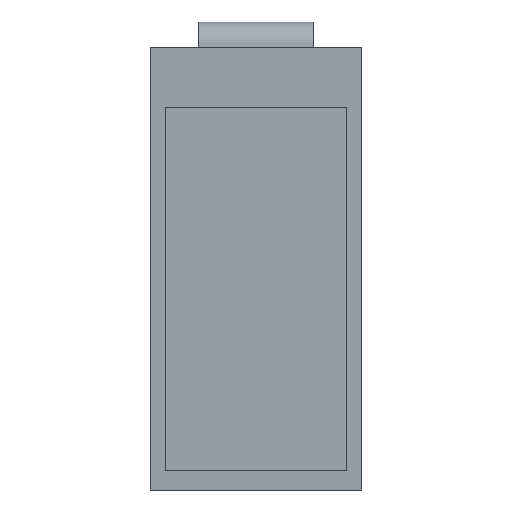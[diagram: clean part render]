
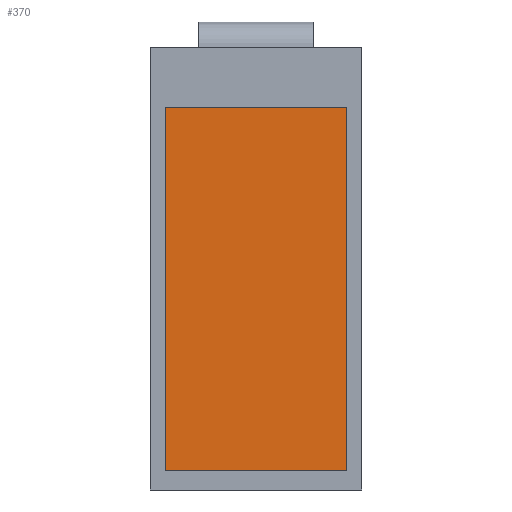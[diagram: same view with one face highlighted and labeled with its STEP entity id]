
A CAD part, front view. The second image highlights one B-rep face of the part: STEP entity #370.
In plain terms, the highlighted planar face has unit normal (0, -1, 0).
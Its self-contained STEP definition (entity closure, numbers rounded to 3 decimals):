
#29=FACE_OUTER_BOUND('',#49,.T.);
#49=EDGE_LOOP('',(#289,#290,#291,#292));
#83=LINE('',#572,#128);
#87=LINE('',#579,#132);
#90=LINE('',#585,#135);
#92=LINE('',#588,#137);
#128=VECTOR('',#471,10.);
#132=VECTOR('',#477,10.);
#135=VECTOR('',#482,10.);
#137=VECTOR('',#486,10.);
#170=VERTEX_POINT('',#569);
#171=VERTEX_POINT('',#571);
#173=VERTEX_POINT('',#577);
#175=VERTEX_POINT('',#583);
#209=EDGE_CURVE('',#170,#171,#83,.T.);
#213=EDGE_CURVE('',#173,#170,#87,.T.);
#216=EDGE_CURVE('',#175,#173,#90,.T.);
#218=EDGE_CURVE('',#171,#175,#92,.T.);
#289=ORIENTED_EDGE('',*,*,#218,.F.);
#290=ORIENTED_EDGE('',*,*,#209,.F.);
#291=ORIENTED_EDGE('',*,*,#213,.F.);
#292=ORIENTED_EDGE('',*,*,#216,.F.);
#341=PLANE('',#414);
#370=ADVANCED_FACE('',(#29),#341,.F.);
#414=AXIS2_PLACEMENT_3D('',#589,#487,#488);
#471=DIRECTION('',(0.,0.,-1.));
#477=DIRECTION('',(1.,0.,0.));
#482=DIRECTION('',(0.,0.,1.));
#486=DIRECTION('',(-1.,0.,0.));
#487=DIRECTION('center_axis',(0.,1.,0.));
#488=DIRECTION('ref_axis',(0.,0.,1.));
#569=CARTESIAN_POINT('',(15.9,0.01,-4.8));
#571=CARTESIAN_POINT('',(15.9,0.01,-34.2));
#572=CARTESIAN_POINT('',(15.9,0.01,-34.2));
#577=CARTESIAN_POINT('',(1.2,0.01,-4.8));
#579=CARTESIAN_POINT('',(15.9,0.01,-4.8));
#583=CARTESIAN_POINT('',(1.2,0.01,-34.2));
#585=CARTESIAN_POINT('',(1.2,0.01,-4.8));
#588=CARTESIAN_POINT('',(1.2,0.01,-34.2));
#589=CARTESIAN_POINT('Origin',(8.55,0.01,-19.5));
